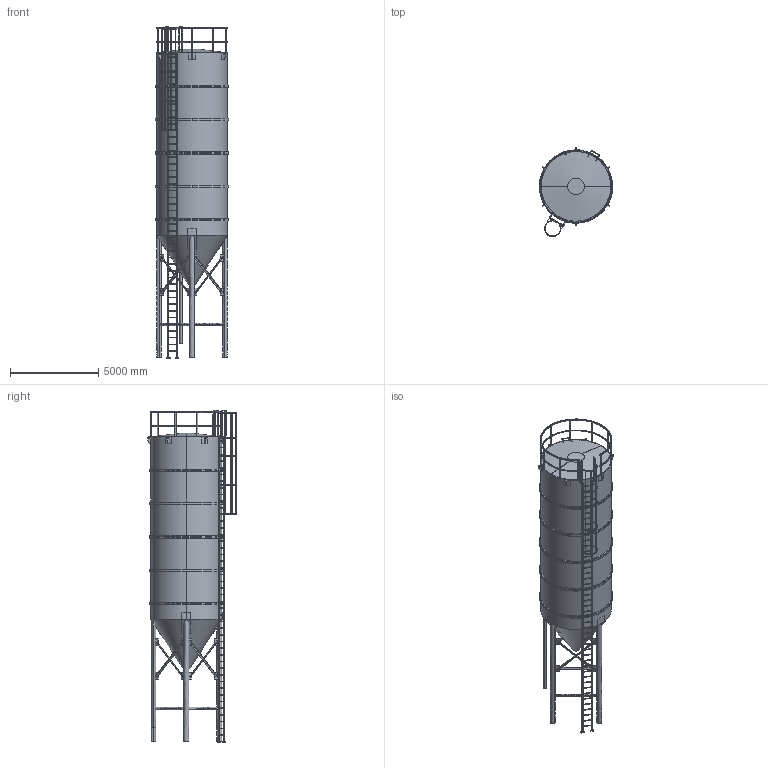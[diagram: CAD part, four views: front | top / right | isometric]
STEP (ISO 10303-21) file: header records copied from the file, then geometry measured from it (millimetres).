
FILE_DESCRIPTION(('FreeCAD Model'),'2;1');
FILE_NAME('Open CASCADE Shape Model','2025-05-01T09:48:56',('FreeCAD'),( 'FreeCAD'),'Open CASCADE STEP processor 7.6','FreeCAD','Unknown');
FILE_SCHEMA(('AUTOMOTIVE_DESIGN { 1 0 10303 214 1 1 1 1 }'));
Products named in the file (1): Open CASCADE STEP translator 7.6 1
Bounding box: 4139.76 x 5051.62 x 18790 mm (x, y, z)
Volume: 1343885591.4 mm3; surface area: 492263532.8 mm2
Topology: 182 solids, 182 shells, 1422 faces, 2941 edges, 1894 vertices
Faces by surface type: bspline 1422
Entity records: 61055 total; most frequent: CARTESIAN_POINT 42955, ORIENTED_EDGE 5874, EDGE_CURVE 2937, VERTEX_POINT 1888, B_SPLINE_CURVE_WITH_KNOTS 1799, FACE_BOUND 1637, EDGE_LOOP 1637, ADVANCED_FACE 1422
